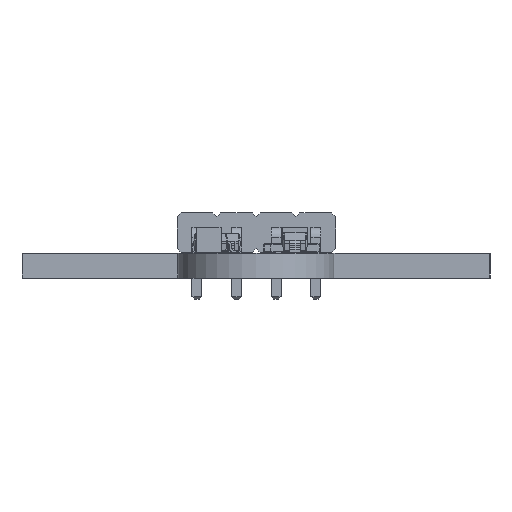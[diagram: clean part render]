
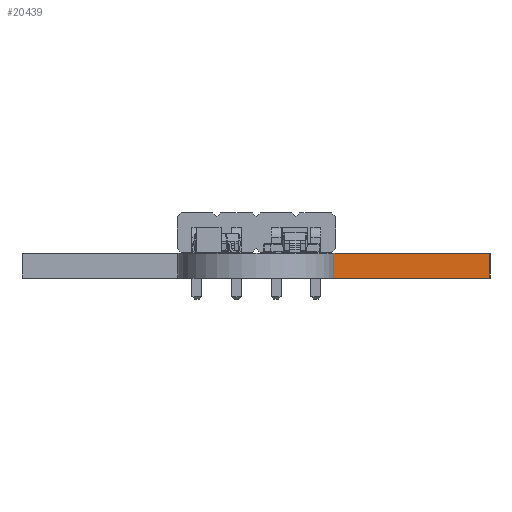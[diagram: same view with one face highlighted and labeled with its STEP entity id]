
A CAD part, left-side view. The second image highlights one B-rep face of the part: STEP entity #20439.
In plain terms, the highlighted planar face has unit normal (-1, 0, 0).
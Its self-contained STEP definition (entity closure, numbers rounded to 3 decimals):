
#20439 = ADVANCED_FACE('',(#20440),#20454,.F.);
#20440 = FACE_BOUND('',#20441,.F.);
#20441 = EDGE_LOOP('',(#20442,#20477,#20505,#20533));
#20442 = ORIENTED_EDGE('',*,*,#20443,.T.);
#20443 = EDGE_CURVE('',#20444,#20446,#20448,.T.);
#20444 = VERTEX_POINT('',#20445);
#20445 = CARTESIAN_POINT('',(45.,-55.,0.));
#20446 = VERTEX_POINT('',#20447);
#20447 = CARTESIAN_POINT('',(45.,-55.,1.6));
#20448 = SURFACE_CURVE('',#20449,(#20453,#20465),.PCURVE_S1.);
#20449 = LINE('',#20450,#20451);
#20450 = CARTESIAN_POINT('',(45.,-55.,0.));
#20451 = VECTOR('',#20452,1.);
#20452 = DIRECTION('',(0.,0.,1.));
#20453 = PCURVE('',#20454,#20459);
#20454 = PLANE('',#20455);
#20455 = AXIS2_PLACEMENT_3D('',#20456,#20457,#20458);
#20456 = CARTESIAN_POINT('',(45.,-55.,0.));
#20457 = DIRECTION('',(1.,0.,-0.));
#20458 = DIRECTION('',(0.,-1.,0.));
#20459 = DEFINITIONAL_REPRESENTATION('',(#20460),#20464);
#20460 = LINE('',#20461,#20462);
#20461 = CARTESIAN_POINT('',(0.,0.));
#20462 = VECTOR('',#20463,1.);
#20463 = DIRECTION('',(0.,-1.));
#20464 = ( GEOMETRIC_REPRESENTATION_CONTEXT(2) 
PARAMETRIC_REPRESENTATION_CONTEXT() REPRESENTATION_CONTEXT('2D SPACE',''
  ) );
#20465 = PCURVE('',#20466,#20471);
#20466 = CYLINDRICAL_SURFACE('',#20467,5.);
#20467 = AXIS2_PLACEMENT_3D('',#20468,#20469,#20470);
#20468 = CARTESIAN_POINT('',(45.,-50.,0.));
#20469 = DIRECTION('',(-0.,-0.,-1.));
#20470 = DIRECTION('',(1.,0.,-0.));
#20471 = DEFINITIONAL_REPRESENTATION('',(#20472),#20476);
#20472 = LINE('',#20473,#20474);
#20473 = CARTESIAN_POINT('',(-4.712,0.));
#20474 = VECTOR('',#20475,1.);
#20475 = DIRECTION('',(-0.,-1.));
#20476 = ( GEOMETRIC_REPRESENTATION_CONTEXT(2) 
PARAMETRIC_REPRESENTATION_CONTEXT() REPRESENTATION_CONTEXT('2D SPACE',''
  ) );
#20477 = ORIENTED_EDGE('',*,*,#20478,.T.);
#20478 = EDGE_CURVE('',#20446,#20479,#20481,.T.);
#20479 = VERTEX_POINT('',#20480);
#20480 = CARTESIAN_POINT('',(45.,-65.,1.6));
#20481 = SURFACE_CURVE('',#20482,(#20486,#20493),.PCURVE_S1.);
#20482 = LINE('',#20483,#20484);
#20483 = CARTESIAN_POINT('',(45.,-55.,1.6));
#20484 = VECTOR('',#20485,1.);
#20485 = DIRECTION('',(0.,-1.,0.));
#20486 = PCURVE('',#20454,#20487);
#20487 = DEFINITIONAL_REPRESENTATION('',(#20488),#20492);
#20488 = LINE('',#20489,#20490);
#20489 = CARTESIAN_POINT('',(0.,-1.6));
#20490 = VECTOR('',#20491,1.);
#20491 = DIRECTION('',(1.,0.));
#20492 = ( GEOMETRIC_REPRESENTATION_CONTEXT(2) 
PARAMETRIC_REPRESENTATION_CONTEXT() REPRESENTATION_CONTEXT('2D SPACE',''
  ) );
#20493 = PCURVE('',#20494,#20499);
#20494 = PLANE('',#20495);
#20495 = AXIS2_PLACEMENT_3D('',#20496,#20497,#20498);
#20496 = CARTESIAN_POINT('',(75.704,-50.,1.6));
#20497 = DIRECTION('',(0.,0.,1.));
#20498 = DIRECTION('',(1.,0.,-0.));
#20499 = DEFINITIONAL_REPRESENTATION('',(#20500),#20504);
#20500 = LINE('',#20501,#20502);
#20501 = CARTESIAN_POINT('',(-30.704,-5.));
#20502 = VECTOR('',#20503,1.);
#20503 = DIRECTION('',(0.,-1.));
#20504 = ( GEOMETRIC_REPRESENTATION_CONTEXT(2) 
PARAMETRIC_REPRESENTATION_CONTEXT() REPRESENTATION_CONTEXT('2D SPACE',''
  ) );
#20505 = ORIENTED_EDGE('',*,*,#20506,.F.);
#20506 = EDGE_CURVE('',#20507,#20479,#20509,.T.);
#20507 = VERTEX_POINT('',#20508);
#20508 = CARTESIAN_POINT('',(45.,-65.,0.));
#20509 = SURFACE_CURVE('',#20510,(#20514,#20521),.PCURVE_S1.);
#20510 = LINE('',#20511,#20512);
#20511 = CARTESIAN_POINT('',(45.,-65.,0.));
#20512 = VECTOR('',#20513,1.);
#20513 = DIRECTION('',(0.,0.,1.));
#20514 = PCURVE('',#20454,#20515);
#20515 = DEFINITIONAL_REPRESENTATION('',(#20516),#20520);
#20516 = LINE('',#20517,#20518);
#20517 = CARTESIAN_POINT('',(10.,0.));
#20518 = VECTOR('',#20519,1.);
#20519 = DIRECTION('',(0.,-1.));
#20520 = ( GEOMETRIC_REPRESENTATION_CONTEXT(2) 
PARAMETRIC_REPRESENTATION_CONTEXT() REPRESENTATION_CONTEXT('2D SPACE',''
  ) );
#20521 = PCURVE('',#20522,#20527);
#20522 = PLANE('',#20523);
#20523 = AXIS2_PLACEMENT_3D('',#20524,#20525,#20526);
#20524 = CARTESIAN_POINT('',(45.,-65.,0.));
#20525 = DIRECTION('',(0.,1.,0.));
#20526 = DIRECTION('',(1.,0.,0.));
#20527 = DEFINITIONAL_REPRESENTATION('',(#20528),#20532);
#20528 = LINE('',#20529,#20530);
#20529 = CARTESIAN_POINT('',(0.,0.));
#20530 = VECTOR('',#20531,1.);
#20531 = DIRECTION('',(0.,-1.));
#20532 = ( GEOMETRIC_REPRESENTATION_CONTEXT(2) 
PARAMETRIC_REPRESENTATION_CONTEXT() REPRESENTATION_CONTEXT('2D SPACE',''
  ) );
#20533 = ORIENTED_EDGE('',*,*,#20534,.F.);
#20534 = EDGE_CURVE('',#20444,#20507,#20535,.T.);
#20535 = SURFACE_CURVE('',#20536,(#20540,#20547),.PCURVE_S1.);
#20536 = LINE('',#20537,#20538);
#20537 = CARTESIAN_POINT('',(45.,-55.,0.));
#20538 = VECTOR('',#20539,1.);
#20539 = DIRECTION('',(0.,-1.,0.));
#20540 = PCURVE('',#20454,#20541);
#20541 = DEFINITIONAL_REPRESENTATION('',(#20542),#20546);
#20542 = LINE('',#20543,#20544);
#20543 = CARTESIAN_POINT('',(0.,0.));
#20544 = VECTOR('',#20545,1.);
#20545 = DIRECTION('',(1.,0.));
#20546 = ( GEOMETRIC_REPRESENTATION_CONTEXT(2) 
PARAMETRIC_REPRESENTATION_CONTEXT() REPRESENTATION_CONTEXT('2D SPACE',''
  ) );
#20547 = PCURVE('',#20548,#20553);
#20548 = PLANE('',#20549);
#20549 = AXIS2_PLACEMENT_3D('',#20550,#20551,#20552);
#20550 = CARTESIAN_POINT('',(75.704,-50.,0.));
#20551 = DIRECTION('',(0.,0.,1.));
#20552 = DIRECTION('',(1.,0.,-0.));
#20553 = DEFINITIONAL_REPRESENTATION('',(#20554),#20558);
#20554 = LINE('',#20555,#20556);
#20555 = CARTESIAN_POINT('',(-30.704,-5.));
#20556 = VECTOR('',#20557,1.);
#20557 = DIRECTION('',(0.,-1.));
#20558 = ( GEOMETRIC_REPRESENTATION_CONTEXT(2) 
PARAMETRIC_REPRESENTATION_CONTEXT() REPRESENTATION_CONTEXT('2D SPACE',''
  ) );
